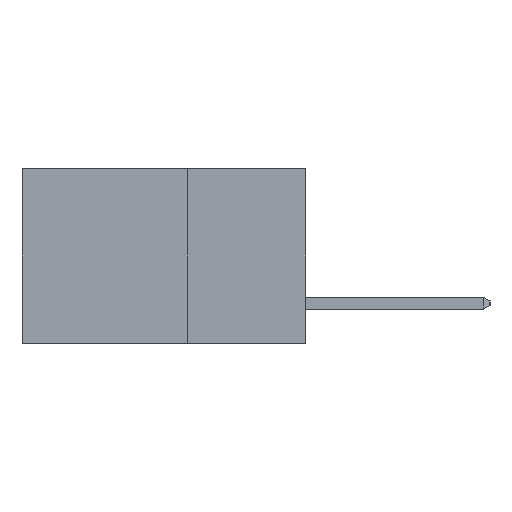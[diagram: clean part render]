
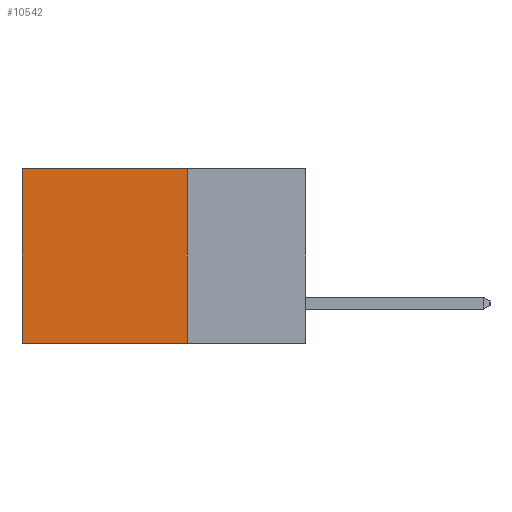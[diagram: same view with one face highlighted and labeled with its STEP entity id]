
A CAD part, left-side view. The second image highlights one B-rep face of the part: STEP entity #10542.
In plain terms, the highlighted planar face has unit normal (-1, 0, 0).
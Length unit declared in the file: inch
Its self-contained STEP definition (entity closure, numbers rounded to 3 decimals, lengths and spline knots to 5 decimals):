
#279 = VERTEX_POINT ( 'NONE', #1038 ) ;
#336 = DIRECTION ( 'NONE',  ( 0., 0., -1. ) ) ;
#454 = VECTOR ( 'NONE', #18934, 39.37008 ) ;
#1038 = CARTESIAN_POINT ( 'NONE',  ( 0.298, 0.25, -0.37 ) ) ;
#1153 = VERTEX_POINT ( 'NONE', #4732 ) ;
#2354 = CARTESIAN_POINT ( 'NONE',  ( 0.298, 0.25, 0. ) ) ;
#2716 = LINE ( 'NONE', #19950, #14911 ) ;
#4153 = VECTOR ( 'NONE', #16336, 39.37008 ) ;
#4700 = LINE ( 'NONE', #11297, #4153 ) ;
#4732 = CARTESIAN_POINT ( 'NONE',  ( 0.298, 0.6, 0. ) ) ;
#5462 = CARTESIAN_POINT ( 'NONE',  ( 0.298, 0.6, -0.37 ) ) ;
#5478 = EDGE_LOOP ( 'NONE', ( #7173, #11753, #16618, #12630 ) ) ;
#5963 = DIRECTION ( 'NONE',  ( 0., 0., -1. ) ) ;
#6270 = FACE_OUTER_BOUND ( 'NONE', #5478, .T. ) ;
#7173 = ORIENTED_EDGE ( 'NONE', *, *, #20608, .T. ) ;
#8601 = VECTOR ( 'NONE', #336, 39.37008 ) ;
#8688 = VERTEX_POINT ( 'NONE', #5462 ) ;
#10542 = ADVANCED_FACE ( 'NONE', ( #6270 ), #12807, .F. ) ;
#11297 = CARTESIAN_POINT ( 'NONE',  ( 0.298, 0.25, -0.37 ) ) ;
#11753 = ORIENTED_EDGE ( 'NONE', *, *, #13263, .F. ) ;
#12630 = ORIENTED_EDGE ( 'NONE', *, *, #21574, .T. ) ;
#12807 = PLANE ( 'NONE',  #19983 ) ;
#13263 = EDGE_CURVE ( 'NONE', #279, #8688, #4700, .T. ) ;
#13403 = DIRECTION ( 'NONE',  ( 0., 0., -1. ) ) ;
#13623 = LINE ( 'NONE', #20785, #8601 ) ;
#13819 = LINE ( 'NONE', #17269, #454 ) ;
#14911 = VECTOR ( 'NONE', #13403, 39.37008 ) ;
#14915 = CARTESIAN_POINT ( 'NONE',  ( 0.298, 0.25, 0. ) ) ;
#16166 = DIRECTION ( 'NONE',  ( 1., 0., 0. ) ) ;
#16336 = DIRECTION ( 'NONE',  ( 0., 1., 0. ) ) ;
#16618 = ORIENTED_EDGE ( 'NONE', *, *, #20271, .F. ) ;
#17269 = CARTESIAN_POINT ( 'NONE',  ( 0.298, 0.25, 0. ) ) ;
#18934 = DIRECTION ( 'NONE',  ( 0., 1., 0. ) ) ;
#19950 = CARTESIAN_POINT ( 'NONE',  ( 0.298, 0.25, 0. ) ) ;
#19983 = AXIS2_PLACEMENT_3D ( 'NONE', #2354, #16166, #5963 ) ;
#20180 = VERTEX_POINT ( 'NONE', #14915 ) ;
#20271 = EDGE_CURVE ( 'NONE', #20180, #279, #2716, .T. ) ;
#20608 = EDGE_CURVE ( 'NONE', #1153, #8688, #13623, .T. ) ;
#20785 = CARTESIAN_POINT ( 'NONE',  ( 0.298, 0.6, 0. ) ) ;
#21574 = EDGE_CURVE ( 'NONE', #20180, #1153, #13819, .T. ) ;
